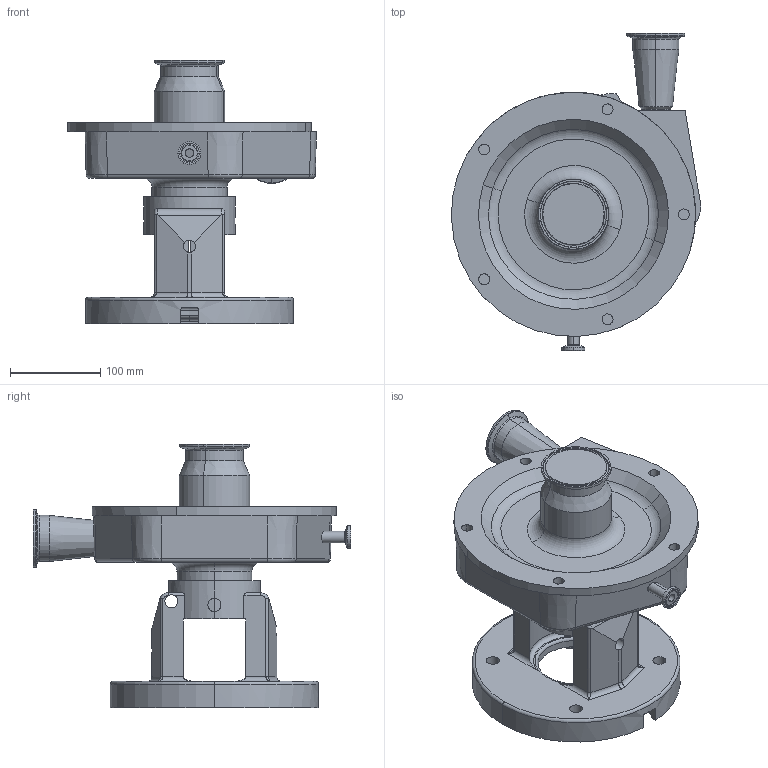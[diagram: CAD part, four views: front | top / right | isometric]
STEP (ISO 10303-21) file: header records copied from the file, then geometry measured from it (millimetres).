
FILE_DESCRIPTION (( 'STEP AP214' ), '1' );
FILE_NAME ('FPX 1741-1742 180TC VERT 1-2 In STRAIGHT DRAIN.STEP', '2022-12-16T16:39:58', ( '' ), ( '' ), 'SwSTEP 2.0', 'SolidWorks 2021', '' );
FILE_SCHEMA (( 'AUTOMOTIVE_DESIGN' ));
Length unit declared in the file: millimetre
Products named in the file (2): FPX 1740 180TC 1-2 In STRAIGHT DRAIN^1275000083.STEP; FPX 1741-1742 180TC VERT 1-2 In STRAIGHT DRAIN
Assembly tree (1 placements, depth 2):
  FPX 1741-1742 180TC VERT 1-2 In STRAIGHT DRAIN
    FPX 1740 180TC 1-2 In STRAIGHT DRAIN^1275000083.STEP
Bounding box: 275.42 x 350.5 x 291 mm (x, y, z)
Volume: 4010607.3 mm3; surface area: 493461.2 mm2
Topology: 1 solids, 2 shells, 381 faces, 919 edges, 541 vertices
Faces by surface type: cylinder 148, torus 103, plane 71, cone 37, bspline 13, sphere 9
Entity records: 17882 total; most frequent: CARTESIAN_POINT 8866, DIRECTION 2038, ORIENTED_EDGE 1818, EDGE_CURVE 909, AXIS2_PLACEMENT_3D 864, VERTEX_POINT 539, CIRCLE 492, EDGE_LOOP 414
